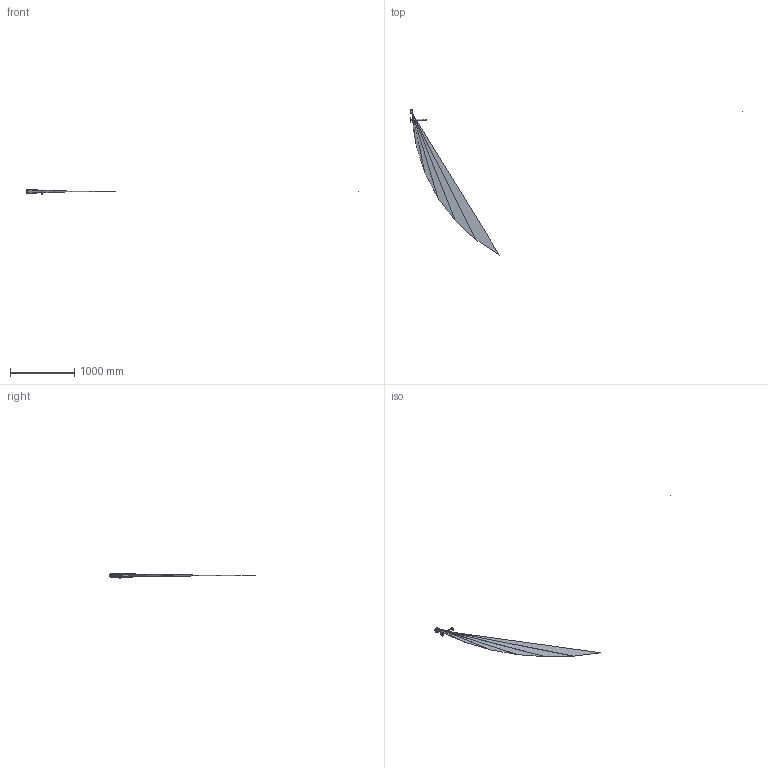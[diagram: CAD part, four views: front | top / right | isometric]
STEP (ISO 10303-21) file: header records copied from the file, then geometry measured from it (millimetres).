
FILE_DESCRIPTION(/* description */ ('Unknown'),/* implementation_level */ '2;1');
FILE_NAME(/* name */ 'GY005R-25-00',/* time_stamp */ '2024-12-16T12:30:06+01:00',/* author */ ('Unknown'),/* organization */ ('Unknown'),/* preprocessor_version */ 'ST-DEVELOPER v19.4',/* originating_system */ 'Solid Edge',/* authorisation */ 'Unknown');
FILE_SCHEMA (('AUTOMOTIVE_DESIGN {1 0 10303 214 3 1 1}'));
Products named in the file (14): GY005REXT25-00; GY005-001_oa_0; GY005-01; GY095-25-00_oa_1; CZ095-02; GY095-002; GY095-02; CB095-16; CB003-002; CB003-002-1; CB003-002-2; CB003-002-3; CB003-002-4; CZ031-10
Assembly tree (13 placements, depth 4):
  GY005REXT25-00
    GY005-001_oa_0
      GY005-01
    GY095-25-00_oa_1
      CZ095-02
      GY095-002
        GY095-02
        CB095-16
      CB003-002
        CB003-002-1
        CB003-002-2
        CB003-002-3
        CB003-002-4
    CZ031-10
Bounding box: 5155.02 x 2560.29 x 80.25 mm (x, y, z)
Surface area: 80851739.5 mm2
Topology: 9 solids, 9 shells, 1914 faces, 4868 edges, 2637 vertices
Faces by surface type: cylinder 595, bspline 595, plane 348, sphere 178, torus 166, cone 32
Full cylindrical faces by diameter (mm): 3.3 x1, 4.5 x1, 11 x1, 11.027 x2, 12.159 x1, 12.196 x1, 12.45 x1, 13.464 x1, 14.577 x1, 15.033 x1, 15.218 x1, 15.229 x1, 16 x6, 16.1 x1, 16.3 x2, 16.5 x1, 16.75 x1, 20 x2, 20.5 x1, 25 x1, 29 x1, 49 x1, 56.4 x1, 58.5 x1, 60.5 x1, 60.983 x1, 62 x1, 64 x2
Entity records: 78016 total; most frequent: CARTESIAN_POINT 27180, ORIENTED_EDGE 8744, DIRECTION 6809, EDGE_CURVE 4372, AXIS2_PLACEMENT_3D 2812, VERTEX_POINT 2595, FACE_BOUND 2033, EDGE_LOOP 2028
